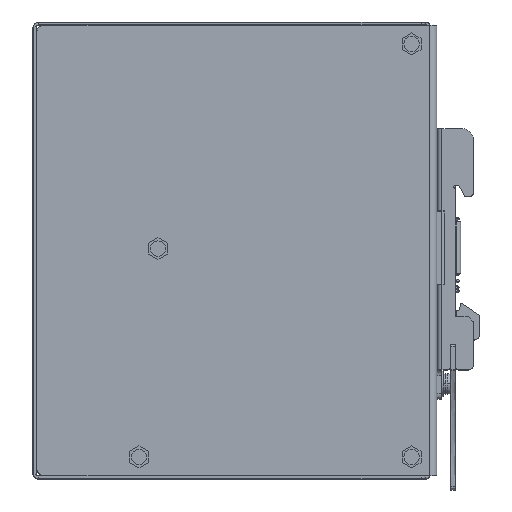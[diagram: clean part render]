
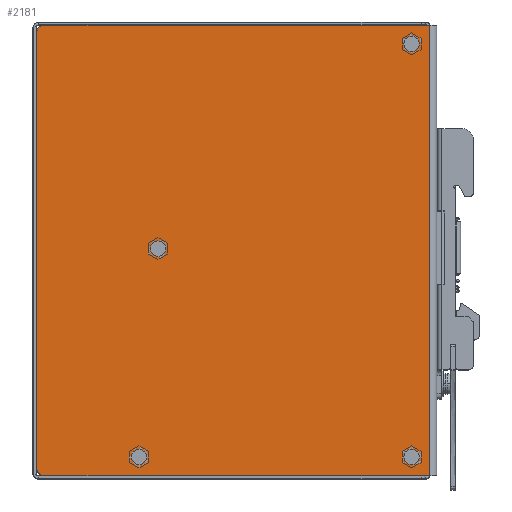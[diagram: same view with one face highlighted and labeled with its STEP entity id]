
A CAD part, top view. The second image highlights one B-rep face of the part: STEP entity #2181.
In plain terms, the highlighted planar face has unit normal (0, 0, 1).
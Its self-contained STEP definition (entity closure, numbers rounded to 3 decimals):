
#259=CARTESIAN_POINT('',(-21.7,0.5,1.5));
#260=DIRECTION('',(0.,0.,-1.));
#261=DIRECTION('',(1.,0.,0.));
#262=AXIS2_PLACEMENT_3D('',#259,#260,#261);
#267=CARTESIAN_POINT('',(-21.7,0.5,1.5));
#268=DIRECTION('',(0.,0.,-1.));
#269=DIRECTION('',(-1.,0.,0.));
#270=AXIS2_PLACEMENT_3D('',#267,#268,#269);
#275=CARTESIAN_POINT('',(-26.9,-56.5,1.5));
#276=DIRECTION('',(0.,0.,-1.));
#277=DIRECTION('',(1.,0.,0.));
#278=AXIS2_PLACEMENT_3D('',#275,#276,#277);
#283=CARTESIAN_POINT('',(-26.9,-56.5,1.5));
#284=DIRECTION('',(0.,0.,-1.));
#285=DIRECTION('',(-1.,0.,0.));
#286=AXIS2_PLACEMENT_3D('',#283,#284,#285);
#291=CARTESIAN_POINT('',(47.7,-56.5,1.5));
#292=DIRECTION('',(0.,0.,-1.));
#293=DIRECTION('',(1.,0.,0.));
#294=AXIS2_PLACEMENT_3D('',#291,#292,#293);
#299=CARTESIAN_POINT('',(47.7,-56.5,1.5));
#300=DIRECTION('',(0.,0.,-1.));
#301=DIRECTION('',(-1.,0.,0.));
#302=AXIS2_PLACEMENT_3D('',#299,#300,#301);
#307=CARTESIAN_POINT('',(47.7,56.5,1.5));
#308=DIRECTION('',(0.,0.,-1.));
#309=DIRECTION('',(1.,0.,0.));
#310=AXIS2_PLACEMENT_3D('',#307,#308,#309);
#315=CARTESIAN_POINT('',(47.7,56.5,1.5));
#316=DIRECTION('',(0.,0.,-1.));
#317=DIRECTION('',(-1.,0.,0.));
#318=AXIS2_PLACEMENT_3D('',#315,#316,#317);
#323=CARTESIAN_POINT('',(-52.9,-59.6,1.5));
#324=DIRECTION('',(0.,0.,1.));
#325=DIRECTION('',(-1.,0.,0.));
#326=AXIS2_PLACEMENT_3D('',#323,#324,#325);
#331=DIRECTION('',(0.,1.,0.));
#332=VECTOR('',#331,119.2);
#333=CARTESIAN_POINT('',(-54.9,-59.6,1.5));
#334=LINE('',#333,#332);
#338=CARTESIAN_POINT('',(-52.9,59.6,1.5));
#339=DIRECTION('',(0.,0.,1.));
#340=DIRECTION('',(0.,1.,0.));
#341=AXIS2_PLACEMENT_3D('',#338,#339,#340);
#346=DIRECTION('',(1.,0.,0.));
#347=VECTOR('',#346,105.5);
#348=CARTESIAN_POINT('',(-52.9,61.6,1.5));
#349=LINE('',#348,#347);
#445=DIRECTION('',(0.,-1.,0.));
#446=VECTOR('',#445,123.2);
#447=CARTESIAN_POINT('',(52.6,61.6,1.5));
#448=LINE('',#447,#446);
#1767=DIRECTION('',(1.,0.,0.));
#1768=VECTOR('',#1767,105.5);
#1769=CARTESIAN_POINT('',(-52.9,-61.6,1.5));
#1770=LINE('',#1769,#1768);
#1792=CARTESIAN_POINT('',(52.6,-61.6,1.5));
#1793=VERTEX_POINT('',#1792);
#1794=CARTESIAN_POINT('',(52.6,61.6,1.5));
#1795=VERTEX_POINT('',#1794);
#1920=CARTESIAN_POINT('',(49.8,56.5,1.5));
#1921=CARTESIAN_POINT('',(45.6,56.5,1.5));
#1922=VERTEX_POINT('',#1920);
#1923=VERTEX_POINT('',#1921);
#1924=CARTESIAN_POINT('',(49.8,-56.5,1.5));
#1925=CARTESIAN_POINT('',(45.6,-56.5,1.5));
#1926=VERTEX_POINT('',#1924);
#1927=VERTEX_POINT('',#1925);
#1928=CARTESIAN_POINT('',(-24.8,-56.5,1.5));
#1929=CARTESIAN_POINT('',(-29.,-56.5,1.5));
#1930=VERTEX_POINT('',#1928);
#1931=VERTEX_POINT('',#1929);
#1936=CARTESIAN_POINT('',(-19.6,0.5,1.5));
#1937=CARTESIAN_POINT('',(-23.8,0.5,1.5));
#1938=VERTEX_POINT('',#1936);
#1939=VERTEX_POINT('',#1937);
#2056=CARTESIAN_POINT('',(-54.9,-59.6,1.5));
#2057=VERTEX_POINT('',#2056);
#2058=CARTESIAN_POINT('',(-52.9,-61.6,1.5));
#2059=VERTEX_POINT('',#2058);
#2064=CARTESIAN_POINT('',(-52.9,61.6,1.5));
#2065=VERTEX_POINT('',#2064);
#2066=CARTESIAN_POINT('',(-54.9,59.6,1.5));
#2067=VERTEX_POINT('',#2066);
#2140=CARTESIAN_POINT('',(0.,0.,1.5));
#2141=DIRECTION('',(0.,0.,1.));
#2142=DIRECTION('',(1.,0.,0.));
#2143=AXIS2_PLACEMENT_3D('',#2140,#2141,#2142);
#2144=PLANE('',#2143);
#2146=ORIENTED_EDGE('',*,*,#2145,.F.);
#2148=ORIENTED_EDGE('',*,*,#2147,.T.);
#2150=ORIENTED_EDGE('',*,*,#2149,.F.);
#2152=ORIENTED_EDGE('',*,*,#2151,.T.);
#2154=ORIENTED_EDGE('',*,*,#2153,.T.);
#2156=ORIENTED_EDGE('',*,*,#2155,.F.);
#2157=EDGE_LOOP('',(#2146,#2148,#2150,#2152,#2154,#2156));
#2158=FACE_OUTER_BOUND('',#2157,.F.);
#2160=ORIENTED_EDGE('',*,*,#2159,.F.);
#2162=ORIENTED_EDGE('',*,*,#2161,.F.);
#2163=EDGE_LOOP('',(#2160,#2162));
#2164=FACE_BOUND('',#2163,.F.);
#2166=ORIENTED_EDGE('',*,*,#2165,.F.);
#2168=ORIENTED_EDGE('',*,*,#2167,.F.);
#2169=EDGE_LOOP('',(#2166,#2168));
#2170=FACE_BOUND('',#2169,.F.);
#2171=ORIENTED_EDGE('',*,*,#2120,.F.);
#2172=ORIENTED_EDGE('',*,*,#2134,.F.);
#2173=EDGE_LOOP('',(#2171,#2172));
#2174=FACE_BOUND('',#2173,.F.);
#2176=ORIENTED_EDGE('',*,*,#2175,.F.);
#2178=ORIENTED_EDGE('',*,*,#2177,.F.);
#2179=EDGE_LOOP('',(#2176,#2178));
#2180=FACE_BOUND('',#2179,.F.);
#2181=ADVANCED_FACE('',(#2158,#2164,#2170,#2174,#2180),#2144,.T.);
#263=CIRCLE('',#262,2.1);
#271=CIRCLE('',#270,2.1);
#279=CIRCLE('',#278,2.1);
#287=CIRCLE('',#286,2.1);
#295=CIRCLE('',#294,2.1);
#303=CIRCLE('',#302,2.1);
#311=CIRCLE('',#310,2.1);
#319=CIRCLE('',#318,2.1);
#327=CIRCLE('',#326,2.);
#342=CIRCLE('',#341,2.);
#2120=EDGE_CURVE('',#1922,#1923,#311,.T.);
#2134=EDGE_CURVE('',#1923,#1922,#319,.T.);
#2145=EDGE_CURVE('',#2057,#2059,#327,.T.);
#2147=EDGE_CURVE('',#2057,#2067,#334,.T.);
#2149=EDGE_CURVE('',#2065,#2067,#342,.T.);
#2151=EDGE_CURVE('',#2065,#1795,#349,.T.);
#2153=EDGE_CURVE('',#1795,#1793,#448,.T.);
#2155=EDGE_CURVE('',#2059,#1793,#1770,.T.);
#2159=EDGE_CURVE('',#1930,#1931,#279,.T.);
#2161=EDGE_CURVE('',#1931,#1930,#287,.T.);
#2165=EDGE_CURVE('',#1926,#1927,#295,.T.);
#2167=EDGE_CURVE('',#1927,#1926,#303,.T.);
#2175=EDGE_CURVE('',#1938,#1939,#263,.T.);
#2177=EDGE_CURVE('',#1939,#1938,#271,.T.);
